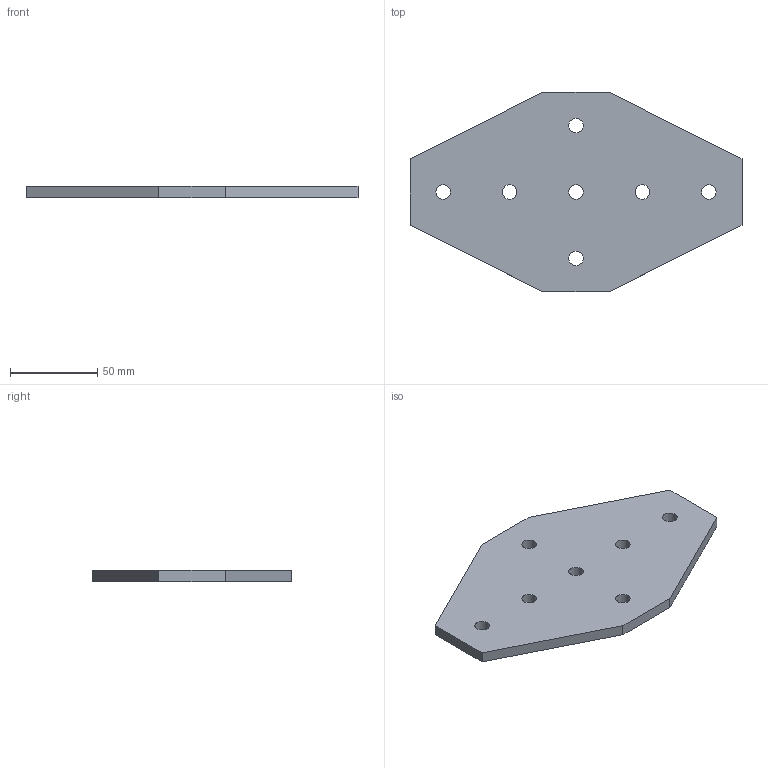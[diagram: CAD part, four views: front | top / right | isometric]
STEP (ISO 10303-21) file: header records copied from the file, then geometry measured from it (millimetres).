
FILE_DESCRIPTION(/* description */ ('STEP AP203'),/* implementation_level */ '2;1');
FILE_NAME(/* name */ '4335',/* time_stamp */ '2024-08-29T16:48:24+02:00',/* author */ ('License CC BY-ND 4.0'),/* organization */ ('CADENAS'),/* preprocessor_version */ 'ST-DEVELOPER v19.3',/* originating_system */ 'PARTsolutions',/* authorisation */ ' ');
FILE_SCHEMA (('CONFIG_CONTROL_DESIGN'));
Length unit declared in the file: inch
Products named in the file (1): 4335
Bounding box: 190.5 x 114.3 x 6.35 mm (x, y, z)
Volume: 98971.8 mm3; surface area: 35467.3 mm2
Topology: 1 solids, 1 shells, 17 faces, 45 edges, 30 vertices
Faces by surface type: plane 10, cylinder 7
Full cylindrical faces by diameter (mm): 8.331 x7
Entity records: 558 total; most frequent: DIRECTION 88, CARTESIAN_POINT 86, ORIENTED_EDGE 76, EDGE_CURVE 38, EDGE_LOOP 38, FACE_BOUND 38, AXIS2_PLACEMENT_3D 32, VERTEX_POINT 30
